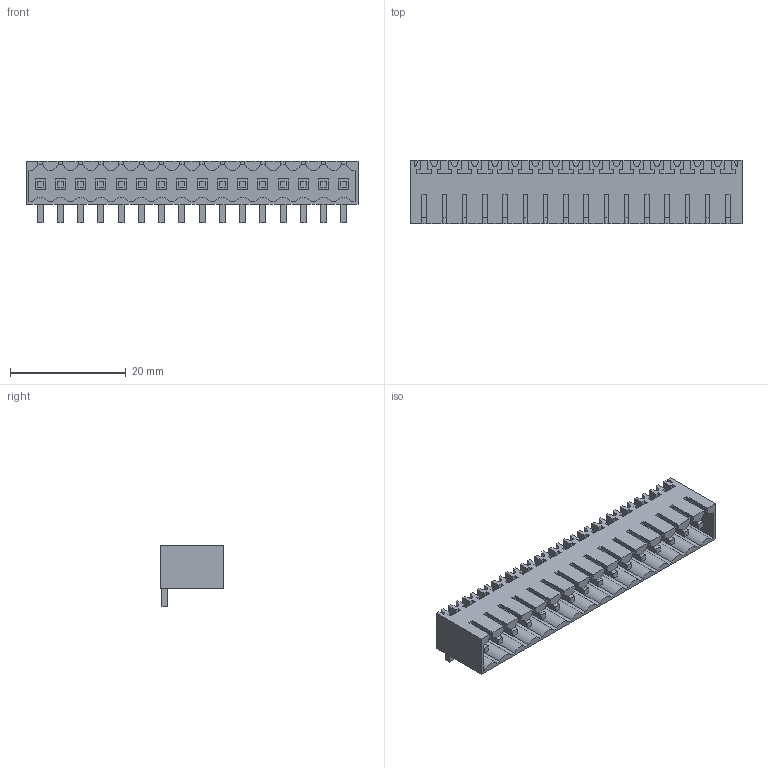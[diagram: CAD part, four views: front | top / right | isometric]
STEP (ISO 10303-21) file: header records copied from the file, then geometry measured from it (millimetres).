
FILE_DESCRIPTION(('CATIA V5 STEP Exchange','CAx-IF Rec.Pracs.--- Model Styling and Organization---1.2---2011-12-15'),'2;1');
FILE_NAME ('D1456197_0_1790320000_1790320000.stp','2018-03-06T11:45:28+00:00',('none'),('Weidmueller'),'CATIA Version 5-6 Release 2014','CATIA V5 STEP AP214','none');
FILE_SCHEMA(('AUTOMOTIVE_DESIGN { 1 0 10303 214 1 1 1 1 }'));
Length unit declared in the file: millimetre
Products named in the file (1): 1790320000
Bounding box: 57.4 x 11.05 x 10.65 mm (x, y, z)
Volume: 2075.4 mm3; surface area: 5676.9 mm2
Topology: 17 solids, 17 shells, 910 faces, 2791 edges, 1915 vertices
Faces by surface type: plane 845, cylinder 65
Entity records: 28541 total; most frequent: ORIENTED_EDGE 5582, CARTESIAN_POINT 5166, DIRECTION 3709, EDGE_CURVE 2791, VECTOR 2631, LINE 2631, VERTEX_POINT 1915, EDGE_LOOP 942
